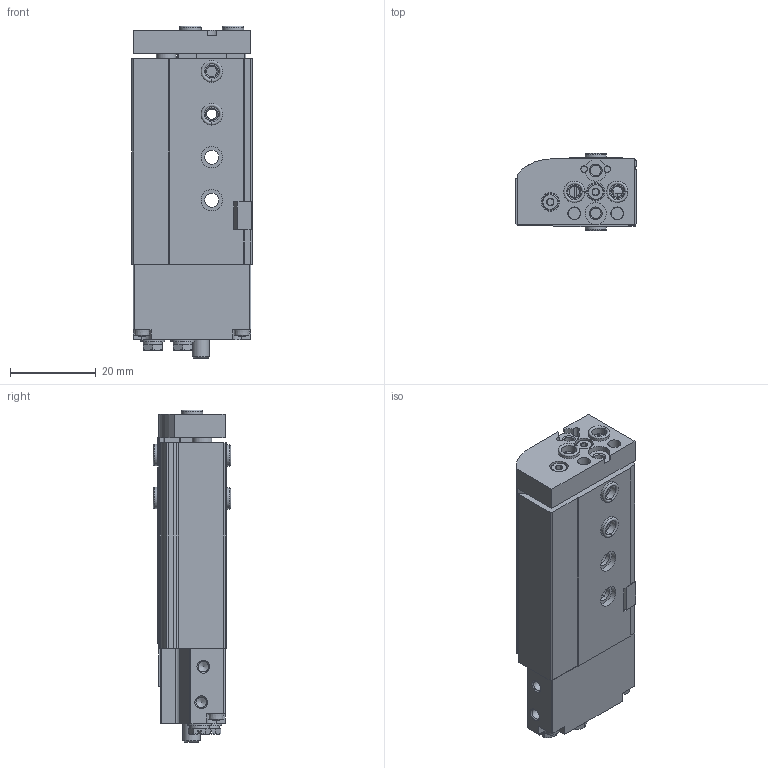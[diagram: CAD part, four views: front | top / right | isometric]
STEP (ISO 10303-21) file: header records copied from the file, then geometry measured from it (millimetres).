
FILE_DESCRIPTION(/* description */ ('STEP AP214'),/* implementation_level */ '2;1');
FILE_NAME(/* name */ '570158_DGSL-4-10-EA',/* time_stamp */ '2024-08-14T00:46:26+02:00',/* author */ ('License CC BY-ND 4.0'),/* organization */ ('CADENAS'),/* preprocessor_version */ 'ST-DEVELOPER v19.3',/* originating_system */ 'PARTsolutions',/* authorisation */ ' ');
FILE_SCHEMA (('AUTOMOTIVE_DESIGN {1 0 10303 214 3 1 1}'));
Length unit declared in the file: millimetre
Products named in the file (7): 570158 DGSL-4-10-EA---(0); DGSL-4---(10-0-0-40-zr); 1184639 DYEF-S-M4-Y1; 30979 B-M3-S9; 686782 DGSL-4-AS; DGSL-4---(10-0-JP); 8146543 ZBH-5-B
Assembly tree (13 placements, depth 2):
  570158 DGSL-4-10-EA---(0)
    DGSL-4---(10-0-0-40-zr)
    1184639 DYEF-S-M4-Y1  x2
    30979 B-M3-S9  x2
    686782 DGSL-4-AS
    DGSL-4---(10-0-JP)
    8146543 ZBH-5-B  x6
Bounding box: 28 x 18 x 77.4 mm (x, y, z)
Volume: 23113.1 mm3; surface area: 16437.5 mm2
Topology: 13 solids, 13 shells, 732 faces, 1892 edges, 1226 vertices
Faces by surface type: plane 358, cylinder 273, cone 75, torus 23, sphere 3
Full cylindrical faces by diameter (mm): 1.5 x2, 2.013 x2, 2.4 x2, 2.459 x12, 2.5 x5, 2.8 x2, 3 x6, 3.3 x4, 3.459 x2, 3.6 x1, 3.8 x2, 4 x2, 4.3 x3, 4.5 x3, 4.58 x2, 5 x9, 5.5 x2, 6 x2, 6.2 x2, 6.3 x2
Entity records: 19974 total; most frequent: CARTESIAN_POINT 3873, DIRECTION 3242, ORIENTED_EDGE 3140, EDGE_CURVE 1570, AXIS2_PLACEMENT_3D 1180, VERTEX_POINT 1094, LINE 882, VECTOR 882
